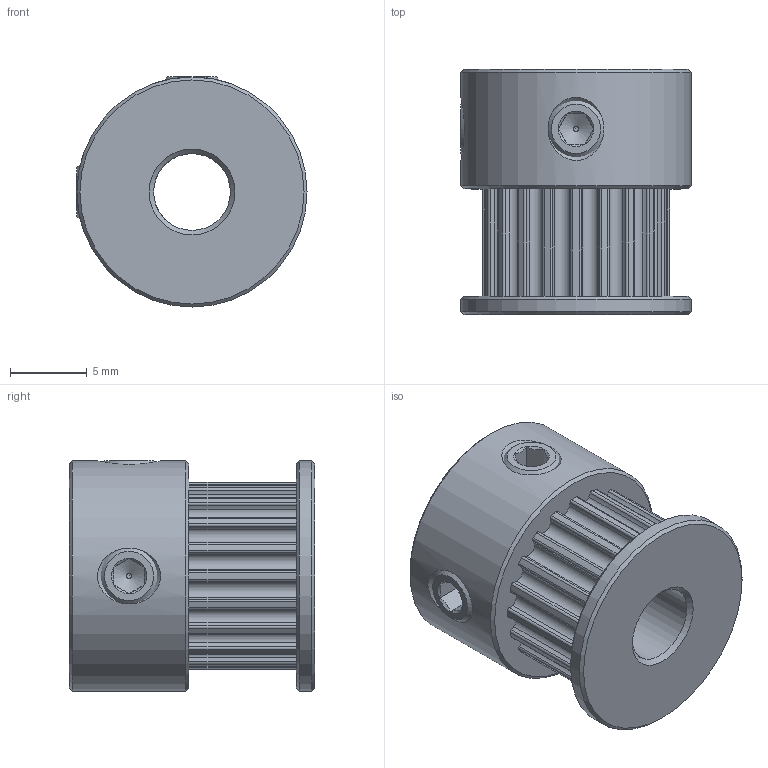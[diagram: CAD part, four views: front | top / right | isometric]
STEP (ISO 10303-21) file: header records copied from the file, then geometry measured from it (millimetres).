
FILE_DESCRIPTION(('FreeCAD Model'),'2;1');
FILE_NAME('Open CASCADE Shape Model','2022-03-16T22:17:40',(''),(''), 'Open CASCADE STEP processor 7.5','FreeCAD','Unknown');
FILE_SCHEMA(('AUTOMOTIVE_DESIGN { 1 0 10303 214 1 1 1 1 }'));
Length unit declared in the file: millimetre
Products named in the file (3): Pulley 20 Tooth 6mm; GT2_Pulley_20T_6mm; M4x5-Screw028
Assembly tree (3 placements, depth 2):
  Pulley 20 Tooth 6mm
    GT2_Pulley_20T_6mm
    M4x5-Screw028  x2
Bounding box: 15 x 16 x 15 mm (x, y, z)
Volume: 2007.5 mm3; surface area: 1740.5 mm2
Topology: 3 solids, 3 shells, 175 faces, 510 edges, 341 vertices
Faces by surface type: cylinder 127, cone 26, plane 20, sphere 2
Full cylindrical faces by diameter (mm): 3.3 x2, 4.04 x2, 5 x1, 15 x2
Entity records: 6112 total; most frequent: CARTESIAN_POINT 1445, DIRECTION 1103, ORIENTED_EDGE 948, AXIS2_PLACEMENT_3D 479, EDGE_CURVE 474, VERTEX_POINT 323, CIRCLE 307, FACE_BOUND 163
